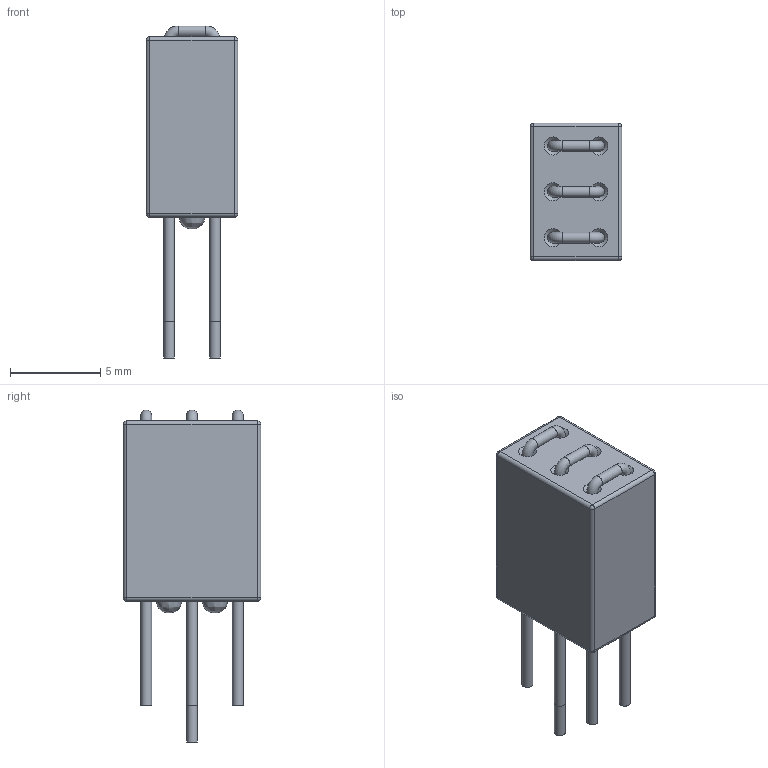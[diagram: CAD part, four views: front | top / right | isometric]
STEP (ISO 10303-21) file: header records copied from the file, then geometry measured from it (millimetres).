
FILE_DESCRIPTION( ( 'Unknown' ), '1' );
FILE_NAME( '74273001.stp', 'Unknown', ( 'Unknown' ), ( 'Unknown' ), 'XStep 1.0', 'Unknown', ' ' );
FILE_SCHEMA( ( 'automotive_design' ) );
Length unit declared in the file: millimetre
Products named in the file (3): Assem1; Gehäuse; Pin
Bounding box: 5.08 x 7.62 x 18.4 mm (x, y, z)
Surface area: 1129.3 mm2
Topology: 6 solids, 6 shells, 124 faces, 254 edges, 130 vertices
Faces by surface type: cylinder 48, plane 24, cone 24, sphere 16, torus 8, bspline 4
Full cylindrical faces by diameter (mm): 0.6 x24
Entity records: 1772 total; most frequent: DIRECTION 256, CARTESIAN_POINT 254, ORIENTED_EDGE 164, AXIS2_PLACEMENT_3D 116, EDGE_LOOP 94, EDGE_CURVE 82, FACE_OUTER_BOUND 68, VERTEX_POINT 58
